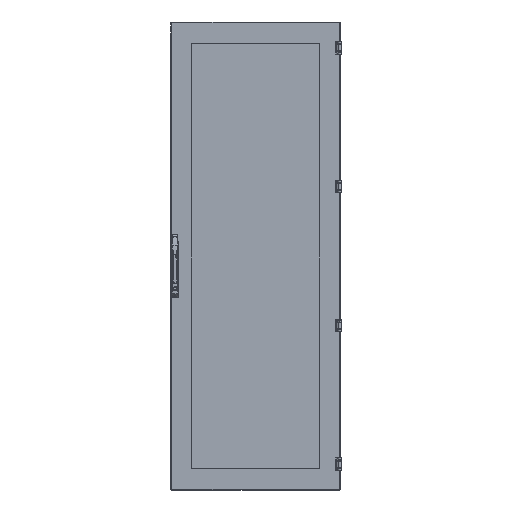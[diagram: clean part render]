
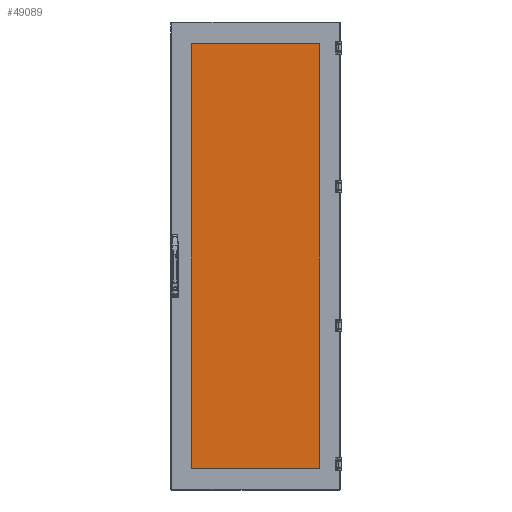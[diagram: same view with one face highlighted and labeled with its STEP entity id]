
A CAD part, top view. The second image highlights one B-rep face of the part: STEP entity #49089.
In plain terms, the highlighted planar face has unit normal (0, 0, 1).
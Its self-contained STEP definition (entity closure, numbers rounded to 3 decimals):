
#3034 = DIRECTION ( 'NONE',  ( 1., 0., 0. ) ) ;
#9234 = DIRECTION ( 'NONE',  ( 0., 1., 0. ) ) ;
#10271 = LINE ( 'NONE', #69078, #60880 ) ;
#12292 = ORIENTED_EDGE ( 'NONE', *, *, #72628, .T. ) ;
#13364 = ORIENTED_EDGE ( 'NONE', *, *, #79632, .T. ) ;
#15505 = ORIENTED_EDGE ( 'NONE', *, *, #41521, .T. ) ;
#17659 = LINE ( 'NONE', #55737, #95057 ) ;
#27795 = AXIS2_PLACEMENT_3D ( 'NONE', #46100, #46587, #70170 ) ;
#29557 = VECTOR ( 'NONE', #9234, 1000. ) ;
#30794 = VERTEX_POINT ( 'NONE', #40604 ) ;
#31343 = EDGE_LOOP ( 'NONE', ( #13364, #12292, #71270, #15505 ) ) ;
#37350 = DIRECTION ( 'NONE',  ( 0., -1., 0. ) ) ;
#39770 = VECTOR ( 'NONE', #37350, 1000. ) ;
#40604 = CARTESIAN_POINT ( 'NONE',  ( -323.25, -1011.05, 4. ) ) ;
#41521 = EDGE_CURVE ( 'NONE', #30794, #84298, #10271, .T. ) ;
#44574 = CARTESIAN_POINT ( 'NONE',  ( -323.25, -1011.05, 4. ) ) ;
#44843 = EDGE_CURVE ( 'NONE', #82497, #30794, #88864, .T. ) ;
#46100 = CARTESIAN_POINT ( 'NONE',  ( 0., 0., 4. ) ) ;
#46587 = DIRECTION ( 'NONE',  ( 0., 0., -1. ) ) ;
#49089 = ADVANCED_FACE ( 'NONE', ( #69693 ), #90874, .F. ) ;
#54297 = DIRECTION ( 'NONE',  ( -1., 0., 0. ) ) ;
#55737 = CARTESIAN_POINT ( 'NONE',  ( -323.25, 1011.05, 4. ) ) ;
#60880 = VECTOR ( 'NONE', #3034, 1000. ) ;
#63082 = VERTEX_POINT ( 'NONE', #74465 ) ;
#69078 = CARTESIAN_POINT ( 'NONE',  ( -323.25, -1011.05, 4. ) ) ;
#69693 = FACE_OUTER_BOUND ( 'NONE', #31343, .T. ) ;
#70170 = DIRECTION ( 'NONE',  ( -1., 0., 0. ) ) ;
#71270 = ORIENTED_EDGE ( 'NONE', *, *, #44843, .T. ) ;
#72628 = EDGE_CURVE ( 'NONE', #63082, #82497, #17659, .T. ) ;
#74303 = LINE ( 'NONE', #74766, #29557 ) ;
#74465 = CARTESIAN_POINT ( 'NONE',  ( 323.25, 1011.05, 4. ) ) ;
#74766 = CARTESIAN_POINT ( 'NONE',  ( 323.25, -1011.05, 4. ) ) ;
#79045 = CARTESIAN_POINT ( 'NONE',  ( 323.25, -1011.05, 4. ) ) ;
#79632 = EDGE_CURVE ( 'NONE', #84298, #63082, #74303, .T. ) ;
#81064 = CARTESIAN_POINT ( 'NONE',  ( -323.25, 1011.05, 4. ) ) ;
#82497 = VERTEX_POINT ( 'NONE', #81064 ) ;
#84298 = VERTEX_POINT ( 'NONE', #79045 ) ;
#88864 = LINE ( 'NONE', #44574, #39770 ) ;
#90874 = PLANE ( 'NONE',  #27795 ) ;
#95057 = VECTOR ( 'NONE', #54297, 1000. ) ;
